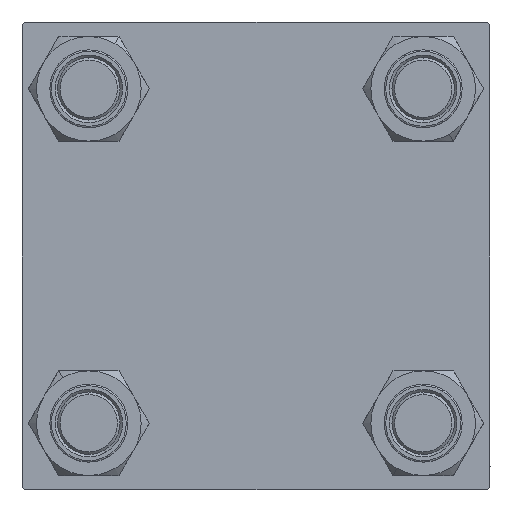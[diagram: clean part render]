
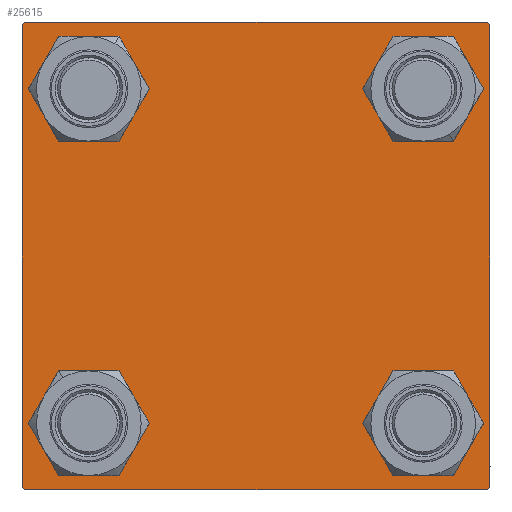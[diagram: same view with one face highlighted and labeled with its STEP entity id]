
A CAD part, left-side view. The second image highlights one B-rep face of the part: STEP entity #25615.
In plain terms, the highlighted planar face has unit normal (-1, 0, 0).
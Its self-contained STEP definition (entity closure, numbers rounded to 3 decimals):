
#28 = EDGE_CURVE ( 'NONE', #48102, #35433, #43844, .T. ) ;
#99 = CARTESIAN_POINT ( 'NONE',  ( 0., 32.15, -32.15 ) ) ;
#793 = CIRCLE ( 'NONE', #8884, 6.5 ) ;
#969 = FACE_BOUND ( 'NONE', #20830, .T. ) ;
#1816 = CARTESIAN_POINT ( 'NONE',  ( 0., -44.75, 44.75 ) ) ;
#1818 = EDGE_CURVE ( 'NONE', #18184, #13879, #17185, .T. ) ;
#1940 = AXIS2_PLACEMENT_3D ( 'NONE', #27283, #3234, #3977 ) ;
#2737 = DIRECTION ( 'NONE',  ( 0., 0., -1. ) ) ;
#2876 = DIRECTION ( 'NONE',  ( 0., -1., 0. ) ) ;
#3178 = ORIENTED_EDGE ( 'NONE', *, *, #1818, .T. ) ;
#3234 = DIRECTION ( 'NONE',  ( 1., 0., 0. ) ) ;
#3977 = DIRECTION ( 'NONE',  ( 0., 0., 1. ) ) ;
#5184 = VERTEX_POINT ( 'NONE', #43295 ) ;
#5304 = VERTEX_POINT ( 'NONE', #20981 ) ;
#5360 = VERTEX_POINT ( 'NONE', #48829 ) ;
#5808 = AXIS2_PLACEMENT_3D ( 'NONE', #38547, #7382, #7144 ) ;
#6225 = ORIENTED_EDGE ( 'NONE', *, *, #6899, .T. ) ;
#6649 = AXIS2_PLACEMENT_3D ( 'NONE', #42229, #7764, #45804 ) ;
#6899 = EDGE_CURVE ( 'NONE', #40523, #18184, #12721, .T. ) ;
#7144 = DIRECTION ( 'NONE',  ( 0., 0., 1. ) ) ;
#7382 = DIRECTION ( 'NONE',  ( 1., 0., 0. ) ) ;
#7708 = DIRECTION ( 'NONE',  ( 1., 0., 0. ) ) ;
#7764 = DIRECTION ( 'NONE',  ( 1., 0., 0. ) ) ;
#8525 = CARTESIAN_POINT ( 'NONE',  ( 0., 44.75, 44.75 ) ) ;
#8788 = LINE ( 'NONE', #8525, #36054 ) ;
#8884 = AXIS2_PLACEMENT_3D ( 'NONE', #32505, #17303, #36802 ) ;
#9129 = VECTOR ( 'NONE', #2737, 1000. ) ;
#9157 = CARTESIAN_POINT ( 'NONE',  ( 0., 45., -45. ) ) ;
#9250 = LINE ( 'NONE', #24451, #22362 ) ;
#9576 = ORIENTED_EDGE ( 'NONE', *, *, #28, .T. ) ;
#9703 = EDGE_CURVE ( 'NONE', #32518, #45985, #8788, .T. ) ;
#10451 = CARTESIAN_POINT ( 'NONE',  ( 0., 32.15, -25.65 ) ) ;
#11462 = LINE ( 'NONE', #33523, #21392 ) ;
#11865 = DIRECTION ( 'NONE',  ( 0., 0., 1. ) ) ;
#12132 = PLANE ( 'NONE',  #38800 ) ;
#12378 = CIRCLE ( 'NONE', #40691, 6.5 ) ;
#12721 = LINE ( 'NONE', #9157, #36766 ) ;
#12844 = EDGE_CURVE ( 'NONE', #35433, #48102, #14192, .T. ) ;
#13140 = FACE_BOUND ( 'NONE', #27981, .T. ) ;
#13480 = CARTESIAN_POINT ( 'NONE',  ( 0., -45., -44.5 ) ) ;
#13614 = CARTESIAN_POINT ( 'NONE',  ( 0., 32.15, 32.15 ) ) ;
#13879 = VERTEX_POINT ( 'NONE', #13480 ) ;
#13951 = ORIENTED_EDGE ( 'NONE', *, *, #31422, .T. ) ;
#14191 = VERTEX_POINT ( 'NONE', #21743 ) ;
#14192 = CIRCLE ( 'NONE', #29534, 6.5 ) ;
#14581 = DIRECTION ( 'NONE',  ( 0., 0., 1. ) ) ;
#15138 = VECTOR ( 'NONE', #2876, 1000. ) ;
#16389 = DIRECTION ( 'NONE',  ( 0., 0.707, -0.707 ) ) ;
#16717 = AXIS2_PLACEMENT_3D ( 'NONE', #47530, #17095, #24440 ) ;
#17030 = CARTESIAN_POINT ( 'NONE',  ( 0., -44.5, -45. ) ) ;
#17095 = DIRECTION ( 'NONE',  ( 1., 0., 0. ) ) ;
#17185 = LINE ( 'NONE', #47620, #39037 ) ;
#17303 = DIRECTION ( 'NONE',  ( 1., 0., 0. ) ) ;
#17960 = CIRCLE ( 'NONE', #22827, 6.5 ) ;
#18184 = VERTEX_POINT ( 'NONE', #17030 ) ;
#18903 = EDGE_LOOP ( 'NONE', ( #31331, #25741 ) ) ;
#19664 = EDGE_LOOP ( 'NONE', ( #39488, #20144, #6225, #3178, #35067, #48976, #49310, #26593 ) ) ;
#20144 = ORIENTED_EDGE ( 'NONE', *, *, #47580, .T. ) ;
#20728 = VECTOR ( 'NONE', #33224, 1000. ) ;
#20742 = FACE_BOUND ( 'NONE', #18903, .T. ) ;
#20830 = EDGE_LOOP ( 'NONE', ( #34824, #34570 ) ) ;
#20912 = DIRECTION ( 'NONE',  ( 0., -0.707, -0.707 ) ) ;
#20981 = CARTESIAN_POINT ( 'NONE',  ( 0., -32.15, 38.65 ) ) ;
#21041 = CARTESIAN_POINT ( 'NONE',  ( 0., -45., 44.5 ) ) ;
#21392 = VECTOR ( 'NONE', #26911, 1000. ) ;
#21743 = CARTESIAN_POINT ( 'NONE',  ( 0., -32.15, -38.65 ) ) ;
#22362 = VECTOR ( 'NONE', #20912, 1000. ) ;
#22827 = AXIS2_PLACEMENT_3D ( 'NONE', #99, #7708, #14581 ) ;
#24281 = DIRECTION ( 'NONE',  ( 0., -0.707, 0.707 ) ) ;
#24282 = DIRECTION ( 'NONE',  ( 0., 0., 1. ) ) ;
#24440 = DIRECTION ( 'NONE',  ( 0., 0., 1. ) ) ;
#24451 = CARTESIAN_POINT ( 'NONE',  ( 0., 44.75, -44.75 ) ) ;
#25438 = EDGE_CURVE ( 'NONE', #32191, #5304, #793, .T. ) ;
#25615 = ADVANCED_FACE ( 'NONE', ( #20742, #31633, #969, #13140, #46859 ), #12132, .T. ) ;
#25741 = ORIENTED_EDGE ( 'NONE', *, *, #25438, .T. ) ;
#25794 = LINE ( 'NONE', #37455, #9129 ) ;
#26328 = ORIENTED_EDGE ( 'NONE', *, *, #41775, .T. ) ;
#26593 = ORIENTED_EDGE ( 'NONE', *, *, #9703, .T. ) ;
#26911 = DIRECTION ( 'NONE',  ( 0., 0., -1. ) ) ;
#27283 = CARTESIAN_POINT ( 'NONE',  ( 0., -32.15, -32.15 ) ) ;
#27559 = CARTESIAN_POINT ( 'NONE',  ( 0., 32.15, -32.15 ) ) ;
#27793 = CARTESIAN_POINT ( 'NONE',  ( 0., 44.5, 45. ) ) ;
#27981 = EDGE_LOOP ( 'NONE', ( #32841, #9576 ) ) ;
#28119 = CARTESIAN_POINT ( 'NONE',  ( 0., -32.15, 25.65 ) ) ;
#28478 = VERTEX_POINT ( 'NONE', #21041 ) ;
#28582 = DIRECTION ( 'NONE',  ( -1., 0., 0. ) ) ;
#29048 = DIRECTION ( 'NONE',  ( 0., 0., 1. ) ) ;
#29534 = AXIS2_PLACEMENT_3D ( 'NONE', #13614, #45023, #29048 ) ;
#31331 = ORIENTED_EDGE ( 'NONE', *, *, #46332, .T. ) ;
#31330 = CARTESIAN_POINT ( 'NONE',  ( 0., -32.15, -25.65 ) ) ;
#31373 = DIRECTION ( 'NONE',  ( 1., 0., 0. ) ) ;
#31422 = EDGE_CURVE ( 'NONE', #34611, #14191, #40620, .T. ) ;
#31633 = FACE_BOUND ( 'NONE', #47697, .T. ) ;
#31703 = VERTEX_POINT ( 'NONE', #43255 ) ;
#32191 = VERTEX_POINT ( 'NONE', #28119 ) ;
#32325 = EDGE_CURVE ( 'NONE', #45985, #31703, #25794, .T. ) ;
#32505 = CARTESIAN_POINT ( 'NONE',  ( 0., -32.15, 32.15 ) ) ;
#32518 = VERTEX_POINT ( 'NONE', #27793 ) ;
#32841 = ORIENTED_EDGE ( 'NONE', *, *, #12844, .T. ) ;
#33224 = DIRECTION ( 'NONE',  ( 0., 0.707, 0.707 ) ) ;
#33523 = CARTESIAN_POINT ( 'NONE',  ( 0., -45., 45. ) ) ;
#33534 = CARTESIAN_POINT ( 'NONE',  ( 0., 45., 45. ) ) ;
#33860 = EDGE_CURVE ( 'NONE', #5184, #40131, #12378, .T. ) ;
#34570 = ORIENTED_EDGE ( 'NONE', *, *, #33860, .T. ) ;
#34611 = VERTEX_POINT ( 'NONE', #31330 ) ;
#34824 = ORIENTED_EDGE ( 'NONE', *, *, #35575, .T. ) ;
#35067 = ORIENTED_EDGE ( 'NONE', *, *, #42316, .F. ) ;
#35433 = VERTEX_POINT ( 'NONE', #36161 ) ;
#35575 = EDGE_CURVE ( 'NONE', #40131, #5184, #17960, .T. ) ;
#36054 = VECTOR ( 'NONE', #16389, 1000. ) ;
#36161 = CARTESIAN_POINT ( 'NONE',  ( 0., 32.15, 38.65 ) ) ;
#36766 = VECTOR ( 'NONE', #39822, 1000. ) ;
#36802 = DIRECTION ( 'NONE',  ( 0., 0., 1. ) ) ;
#37455 = CARTESIAN_POINT ( 'NONE',  ( 0., 45., 45. ) ) ;
#38547 = CARTESIAN_POINT ( 'NONE',  ( 0., 32.15, 32.15 ) ) ;
#38800 = AXIS2_PLACEMENT_3D ( 'NONE', #47102, #28582, #24282 ) ;
#39037 = VECTOR ( 'NONE', #24281, 1000. ) ;
#39488 = ORIENTED_EDGE ( 'NONE', *, *, #32325, .T. ) ;
#39822 = DIRECTION ( 'NONE',  ( 0., -1., 0. ) ) ;
#40131 = VERTEX_POINT ( 'NONE', #10451 ) ;
#40523 = VERTEX_POINT ( 'NONE', #42546 ) ;
#40620 = CIRCLE ( 'NONE', #6649, 6.5 ) ;
#40691 = AXIS2_PLACEMENT_3D ( 'NONE', #27559, #31373, #11865 ) ;
#40757 = CIRCLE ( 'NONE', #1940, 6.5 ) ;
#40836 = LINE ( 'NONE', #1816, #20728 ) ;
#41775 = EDGE_CURVE ( 'NONE', #14191, #34611, #40757, .T. ) ;
#42229 = CARTESIAN_POINT ( 'NONE',  ( 0., -32.15, -32.15 ) ) ;
#42316 = EDGE_CURVE ( 'NONE', #28478, #13879, #11462, .T. ) ;
#42546 = CARTESIAN_POINT ( 'NONE',  ( 0., 44.5, -45. ) ) ;
#42582 = CARTESIAN_POINT ( 'NONE',  ( 0., 32.15, 25.65 ) ) ;
#43255 = CARTESIAN_POINT ( 'NONE',  ( 0., 45., -44.5 ) ) ;
#43295 = CARTESIAN_POINT ( 'NONE',  ( 0., 32.15, -38.65 ) ) ;
#43844 = CIRCLE ( 'NONE', #5808, 6.5 ) ;
#44962 = LINE ( 'NONE', #33534, #15138 ) ;
#45023 = DIRECTION ( 'NONE',  ( 1., 0., 0. ) ) ;
#45804 = DIRECTION ( 'NONE',  ( 0., 0., 1. ) ) ;
#45985 = VERTEX_POINT ( 'NONE', #46314 ) ;
#46314 = CARTESIAN_POINT ( 'NONE',  ( 0., 45., 44.5 ) ) ;
#46332 = EDGE_CURVE ( 'NONE', #5304, #32191, #49002, .T. ) ;
#46859 = FACE_OUTER_BOUND ( 'NONE', #19664, .T. ) ;
#46970 = EDGE_CURVE ( 'NONE', #28478, #5360, #40836, .T. ) ;
#47102 = CARTESIAN_POINT ( 'NONE',  ( 0., 0., 0. ) ) ;
#47530 = CARTESIAN_POINT ( 'NONE',  ( 0., -32.15, 32.15 ) ) ;
#47580 = EDGE_CURVE ( 'NONE', #31703, #40523, #9250, .T. ) ;
#47620 = CARTESIAN_POINT ( 'NONE',  ( 0., -44.75, -44.75 ) ) ;
#47697 = EDGE_LOOP ( 'NONE', ( #13951, #26328 ) ) ;
#48102 = VERTEX_POINT ( 'NONE', #42582 ) ;
#48829 = CARTESIAN_POINT ( 'NONE',  ( 0., -44.5, 45. ) ) ;
#48976 = ORIENTED_EDGE ( 'NONE', *, *, #46970, .T. ) ;
#49002 = CIRCLE ( 'NONE', #16717, 6.5 ) ;
#49310 = ORIENTED_EDGE ( 'NONE', *, *, #49479, .F. ) ;
#49479 = EDGE_CURVE ( 'NONE', #32518, #5360, #44962, .T. ) ;
